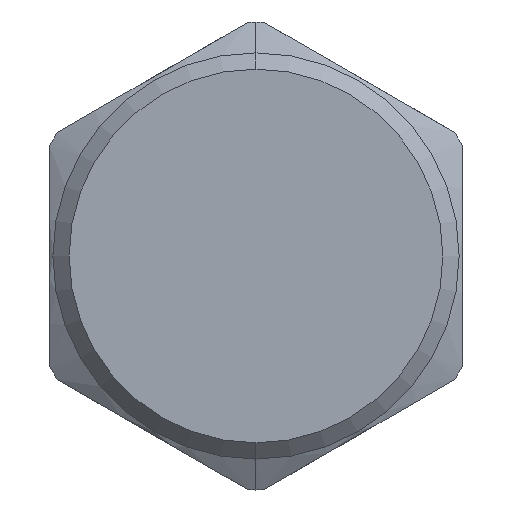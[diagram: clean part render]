
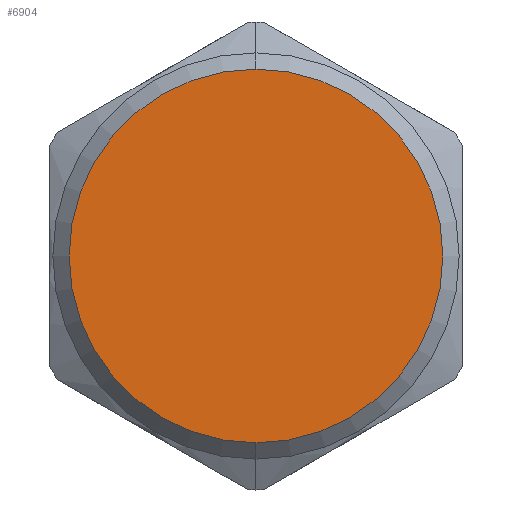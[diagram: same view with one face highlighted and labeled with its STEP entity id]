
A CAD part, left-side view. The second image highlights one B-rep face of the part: STEP entity #6904.
In plain terms, the highlighted planar face has unit normal (-1, 0, 0).
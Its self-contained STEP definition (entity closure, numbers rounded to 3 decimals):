
#78 = DIRECTION ( 'NONE',  ( 0., 0., 1. ) ) ;
#158 = CARTESIAN_POINT ( 'NONE',  ( -10., 0., 11.5 ) ) ;
#368 = CARTESIAN_POINT ( 'NONE',  ( -10., 0., 0. ) ) ;
#413 = DIRECTION ( 'NONE',  ( 0., 0., -1. ) ) ;
#611 = EDGE_CURVE ( 'NONE', #5701, #9090, #6292, .T. ) ;
#852 = ORIENTED_EDGE ( 'NONE', *, *, #611, .F. ) ;
#1827 = DIRECTION ( 'NONE',  ( -1., 0., 0. ) ) ;
#1862 = PLANE ( 'NONE',  #6587 ) ;
#1915 = CIRCLE ( 'NONE', #8196, 11.5 ) ;
#1953 = CARTESIAN_POINT ( 'NONE',  ( -10., 0., 0. ) ) ;
#2090 = ORIENTED_EDGE ( 'NONE', *, *, #4211, .F. ) ;
#2629 = EDGE_LOOP ( 'NONE', ( #2090, #852 ) ) ;
#3011 = DIRECTION ( 'NONE',  ( 1., 0., 0. ) ) ;
#3807 = FACE_OUTER_BOUND ( 'NONE', #2629, .T. ) ;
#4211 = EDGE_CURVE ( 'NONE', #9090, #5701, #1915, .T. ) ;
#4672 = AXIS2_PLACEMENT_3D ( 'NONE', #368, #3011, #413 ) ;
#5472 = CARTESIAN_POINT ( 'NONE',  ( -10., 0., -11.5 ) ) ;
#5701 = VERTEX_POINT ( 'NONE', #158 ) ;
#6292 = CIRCLE ( 'NONE', #4672, 11.5 ) ;
#6587 = AXIS2_PLACEMENT_3D ( 'NONE', #5472, #1827, #78 ) ;
#6904 = ADVANCED_FACE ( 'NONE', ( #3807 ), #1862, .T. ) ;
#8196 = AXIS2_PLACEMENT_3D ( 'NONE', #1953, #10752, #10852 ) ;
#8316 = CARTESIAN_POINT ( 'NONE',  ( -10., 0., -11.5 ) ) ;
#9090 = VERTEX_POINT ( 'NONE', #8316 ) ;
#10752 = DIRECTION ( 'NONE',  ( 1., 0., 0. ) ) ;
#10852 = DIRECTION ( 'NONE',  ( 0., 0., -1. ) ) ;
